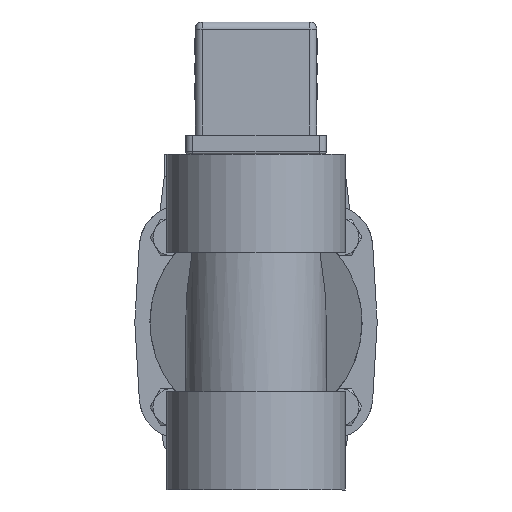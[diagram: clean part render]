
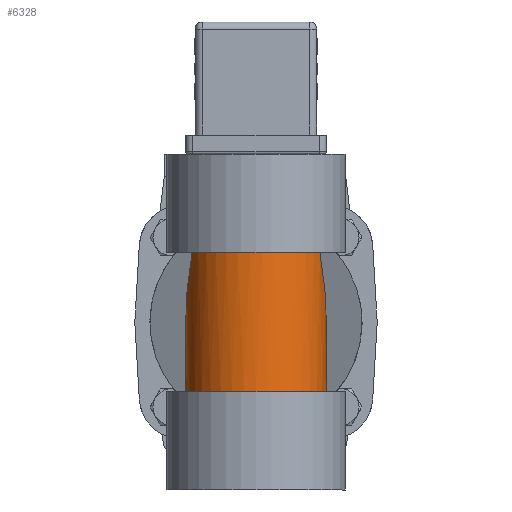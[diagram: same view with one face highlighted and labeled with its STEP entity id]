
A CAD part, front view. The second image highlights one B-rep face of the part: STEP entity #6328.
In plain terms, the highlighted cylindrical face has radius 14.808 mm (diameter 29.616 mm), a partial arc.
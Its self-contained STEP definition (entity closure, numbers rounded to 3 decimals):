
#1121 = ORIENTED_EDGE ( 'NONE', *, *, #55766, .F. ) ;
#1272 = ORIENTED_EDGE ( 'NONE', *, *, #82345, .F. ) ;
#1289 = CARTESIAN_POINT ( 'NONE',  ( 14.808, 0., -14.599 ) ) ;
#1837 =( BOUNDED_CURVE ( )  B_SPLINE_CURVE ( 3, ( #40408, #15213, #72812, #34509 ),
 .UNSPECIFIED., .F., .F. ) 
 B_SPLINE_CURVE_WITH_KNOTS ( ( 4, 4 ),
 ( 1.571, 2.013 ),
 .UNSPECIFIED. ) 
 CURVE ( )  GEOMETRIC_REPRESENTATION_ITEM ( )  RATIONAL_B_SPLINE_CURVE ( ( 1., 0.984, 0.984, 1. ) ) 
 REPRESENTATION_ITEM ( '' )  );
#6328 = ADVANCED_FACE ( 'NONE', ( #15228 ), #58274, .T. ) ;
#6627 = CARTESIAN_POINT ( 'NONE',  ( 0., 0., 14.611 ) ) ;
#8324 = CARTESIAN_POINT ( 'NONE',  ( 14.808, 0., -1.777 ) ) ;
#9584 = VERTEX_POINT ( 'NONE', #59082 ) ;
#9842 = VECTOR ( 'NONE', #20713, 1000. ) ;
#13215 = ORIENTED_EDGE ( 'NONE', *, *, #70001, .F. ) ;
#14249 = CARTESIAN_POINT ( 'NONE',  ( 14.808, 0., 14.611 ) ) ;
#15125 =( BOUNDED_CURVE ( )  B_SPLINE_CURVE ( 3, ( #40264, #52869, #46712, #8324 ),
 .UNSPECIFIED., .F., .F. ) 
 B_SPLINE_CURVE_WITH_KNOTS ( ( 4, 4 ),
 ( 4.271, 4.712 ),
 .UNSPECIFIED. ) 
 CURVE ( )  GEOMETRIC_REPRESENTATION_ITEM ( )  RATIONAL_B_SPLINE_CURVE ( ( 1., 0.984, 0.984, 1. ) ) 
 REPRESENTATION_ITEM ( '' )  );
#15213 = CARTESIAN_POINT ( 'NONE',  ( -14.808, -2.199, 3.914 ) ) ;
#15228 = FACE_OUTER_BOUND ( 'NONE', #57924, .T. ) ;
#15382 = CARTESIAN_POINT ( 'NONE',  ( -13.387, -6.331, 14.611 ) ) ;
#18480 = DIRECTION ( 'NONE',  ( 0., 0., -1. ) ) ;
#19652 = CARTESIAN_POINT ( 'NONE',  ( -14.808, 0., 14.611 ) ) ;
#20713 = DIRECTION ( 'NONE',  ( 0., 0., -1. ) ) ;
#25053 = DIRECTION ( 'NONE',  ( 0., 0., -1. ) ) ;
#26062 = DIRECTION ( 'NONE',  ( 0., 0., -1. ) ) ;
#26928 = LINE ( 'NONE', #14249, #9842 ) ;
#28324 = VERTEX_POINT ( 'NONE', #57291 ) ;
#32399 = DIRECTION ( 'NONE',  ( -1., 0., 0. ) ) ;
#34509 = CARTESIAN_POINT ( 'NONE',  ( -13.387, -6.331, 14.611 ) ) ;
#40255 = ORIENTED_EDGE ( 'NONE', *, *, #68470, .T. ) ;
#40264 = CARTESIAN_POINT ( 'NONE',  ( 13.387, -6.331, 14.611 ) ) ;
#40408 = CARTESIAN_POINT ( 'NONE',  ( -14.808, 0., -1.777 ) ) ;
#44269 = VERTEX_POINT ( 'NONE', #51061 ) ;
#46712 = CARTESIAN_POINT ( 'NONE',  ( 14.808, -2.199, 3.914 ) ) ;
#48486 = AXIS2_PLACEMENT_3D ( 'NONE', #56768, #18480, #63192 ) ;
#50799 = CIRCLE ( 'NONE', #48486, 14.808 ) ;
#51061 = CARTESIAN_POINT ( 'NONE',  ( 14.808, 0., -1.777 ) ) ;
#52304 = ORIENTED_EDGE ( 'NONE', *, *, #62711, .F. ) ;
#52869 = CARTESIAN_POINT ( 'NONE',  ( 14.327, -4.344, 9.467 ) ) ;
#55766 = EDGE_CURVE ( 'NONE', #44269, #81674, #26928, .T. ) ;
#56768 = CARTESIAN_POINT ( 'NONE',  ( 0., 0., 14.611 ) ) ;
#57291 = CARTESIAN_POINT ( 'NONE',  ( 13.387, -6.331, 14.611 ) ) ;
#57875 = VECTOR ( 'NONE', #26062, 1000. ) ;
#57924 = EDGE_LOOP ( 'NONE', ( #1121, #13215, #40255, #52304, #62266, #1272 ) ) ;
#58274 = CYLINDRICAL_SURFACE ( 'NONE', #58631, 14.808 ) ;
#58631 = AXIS2_PLACEMENT_3D ( 'NONE', #6627, #76574, #32399 ) ;
#59082 = CARTESIAN_POINT ( 'NONE',  ( -14.808, 0., -1.777 ) ) ;
#62266 = ORIENTED_EDGE ( 'NONE', *, *, #79519, .T. ) ;
#62711 = EDGE_CURVE ( 'NONE', #9584, #81168, #1837, .T. ) ;
#63192 = DIRECTION ( 'NONE',  ( -1., 0., 0. ) ) ;
#63354 = CARTESIAN_POINT ( 'NONE',  ( 0., 0., -14.599 ) ) ;
#68470 = EDGE_CURVE ( 'NONE', #28324, #81168, #50799, .T. ) ;
#69817 = DIRECTION ( 'NONE',  ( -1., 0., 0. ) ) ;
#69971 = AXIS2_PLACEMENT_3D ( 'NONE', #63354, #25053, #69817 ) ;
#70001 = EDGE_CURVE ( 'NONE', #28324, #44269, #15125, .T. ) ;
#70260 = CIRCLE ( 'NONE', #69971, 14.808 ) ;
#72812 = CARTESIAN_POINT ( 'NONE',  ( -14.327, -4.344, 9.467 ) ) ;
#74822 = LINE ( 'NONE', #19652, #57875 ) ;
#76574 = DIRECTION ( 'NONE',  ( 0., 0., -1. ) ) ;
#78060 = VERTEX_POINT ( 'NONE', #81915 ) ;
#79519 = EDGE_CURVE ( 'NONE', #9584, #78060, #74822, .T. ) ;
#81168 = VERTEX_POINT ( 'NONE', #15382 ) ;
#81674 = VERTEX_POINT ( 'NONE', #1289 ) ;
#81915 = CARTESIAN_POINT ( 'NONE',  ( -14.808, 0., -14.599 ) ) ;
#82345 = EDGE_CURVE ( 'NONE', #81674, #78060, #70260, .T. ) ;
